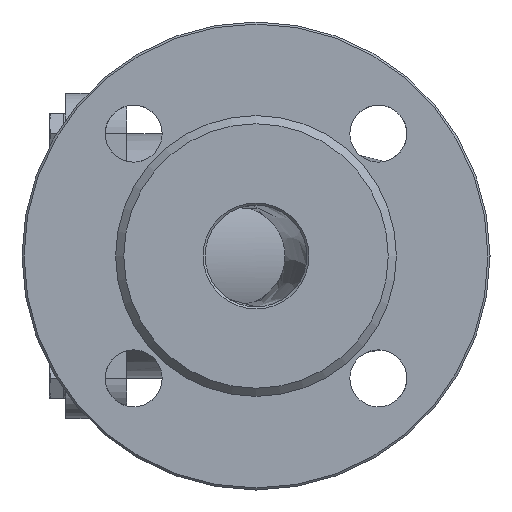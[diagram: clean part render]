
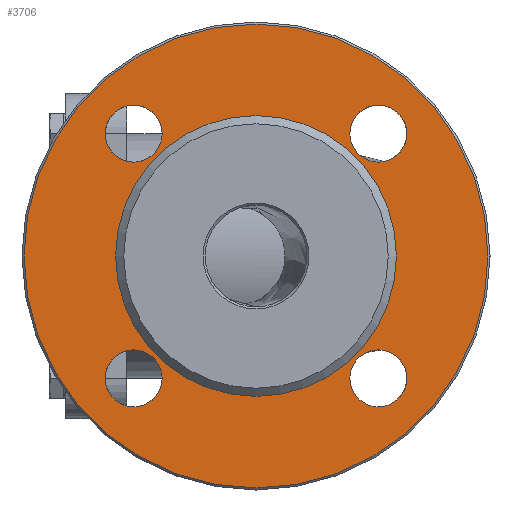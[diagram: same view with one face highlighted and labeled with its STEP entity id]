
A CAD part, left-side view. The second image highlights one B-rep face of the part: STEP entity #3706.
In plain terms, the highlighted planar face has unit normal (-1, 0, 0).
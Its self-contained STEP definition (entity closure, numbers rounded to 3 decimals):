
#276=FACE_BOUND('',#790,.T.);
#277=FACE_BOUND('',#791,.T.);
#278=FACE_BOUND('',#792,.T.);
#279=FACE_BOUND('',#793,.T.);
#280=FACE_BOUND('',#794,.T.);
#363=PLANE('',#4082);
#549=FACE_OUTER_BOUND('',#789,.T.);
#789=EDGE_LOOP('',(#3207));
#790=EDGE_LOOP('',(#3208));
#791=EDGE_LOOP('',(#3209));
#792=EDGE_LOOP('',(#3210));
#793=EDGE_LOOP('',(#3211));
#794=EDGE_LOOP('',(#3212));
#1393=CIRCLE('',#4081,57.);
#1394=CIRCLE('',#4083,34.5);
#1395=CIRCLE('',#4084,7.);
#1396=CIRCLE('',#4085,7.);
#1397=CIRCLE('',#4086,7.);
#1398=CIRCLE('',#4087,7.);
#1725=VERTEX_POINT('',#10594);
#1726=VERTEX_POINT('',#10598);
#1727=VERTEX_POINT('',#10600);
#1728=VERTEX_POINT('',#10602);
#1729=VERTEX_POINT('',#10604);
#1730=VERTEX_POINT('',#10606);
#2225=EDGE_CURVE('',#1725,#1725,#1393,.T.);
#2226=EDGE_CURVE('',#1726,#1726,#1394,.T.);
#2227=EDGE_CURVE('',#1727,#1727,#1395,.T.);
#2228=EDGE_CURVE('',#1728,#1728,#1396,.T.);
#2229=EDGE_CURVE('',#1729,#1729,#1397,.T.);
#2230=EDGE_CURVE('',#1730,#1730,#1398,.T.);
#3207=ORIENTED_EDGE('',*,*,#2225,.F.);
#3208=ORIENTED_EDGE('',*,*,#2226,.F.);
#3209=ORIENTED_EDGE('',*,*,#2227,.F.);
#3210=ORIENTED_EDGE('',*,*,#2228,.F.);
#3211=ORIENTED_EDGE('',*,*,#2229,.F.);
#3212=ORIENTED_EDGE('',*,*,#2230,.F.);
#3706=ADVANCED_FACE('',(#549,#276,#277,#278,#279,#280),#363,.F.);
#4081=AXIS2_PLACEMENT_3D('',#10596,#4921,#4922);
#4082=AXIS2_PLACEMENT_3D('',#10597,#4923,#4924);
#4083=AXIS2_PLACEMENT_3D('',#10599,#4925,#4926);
#4084=AXIS2_PLACEMENT_3D('',#10601,#4927,#4928);
#4085=AXIS2_PLACEMENT_3D('',#10603,#4929,#4930);
#4086=AXIS2_PLACEMENT_3D('',#10605,#4931,#4932);
#4087=AXIS2_PLACEMENT_3D('',#10607,#4933,#4934);
#4921=DIRECTION('center_axis',(1.,0.,0.));
#4922=DIRECTION('ref_axis',(0.,0.,1.));
#4923=DIRECTION('center_axis',(1.,0.,0.));
#4924=DIRECTION('ref_axis',(0.,0.,-1.));
#4925=DIRECTION('center_axis',(-1.,0.,0.));
#4926=DIRECTION('ref_axis',(0.,-1.,0.));
#4927=DIRECTION('center_axis',(-1.,0.,0.));
#4928=DIRECTION('ref_axis',(0.,0.,1.));
#4929=DIRECTION('center_axis',(-1.,0.,0.));
#4930=DIRECTION('ref_axis',(0.,0.,1.));
#4931=DIRECTION('center_axis',(-1.,0.,0.));
#4932=DIRECTION('ref_axis',(0.,0.,1.));
#4933=DIRECTION('center_axis',(-1.,0.,0.));
#4934=DIRECTION('ref_axis',(0.,0.,1.));
#10594=CARTESIAN_POINT('',(2.,0.,-57.));
#10596=CARTESIAN_POINT('Origin',(2.,0.,0.));
#10597=CARTESIAN_POINT('Origin',(2.,0.,0.));
#10598=CARTESIAN_POINT('',(2.,34.5,0.));
#10599=CARTESIAN_POINT('Origin',(2.,0.,0.));
#10600=CARTESIAN_POINT('',(2.,30.052,-37.052));
#10601=CARTESIAN_POINT('Origin',(2.,30.052,-30.052));
#10602=CARTESIAN_POINT('',(2.,-30.052,-37.052));
#10603=CARTESIAN_POINT('Origin',(2.,-30.052,-30.052));
#10604=CARTESIAN_POINT('',(2.,-30.052,23.052));
#10605=CARTESIAN_POINT('Origin',(2.,-30.052,30.052));
#10606=CARTESIAN_POINT('',(2.,30.052,23.052));
#10607=CARTESIAN_POINT('Origin',(2.,30.052,30.052));
